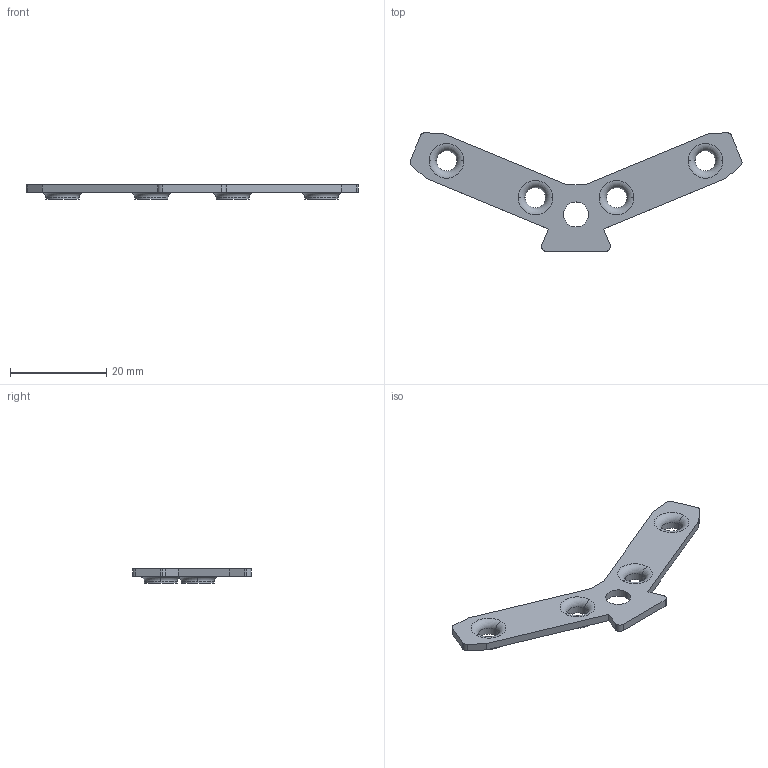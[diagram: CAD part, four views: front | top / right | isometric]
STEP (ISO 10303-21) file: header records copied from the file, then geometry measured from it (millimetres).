
FILE_DESCRIPTION (( 'STEP AP214' ), '1' );
FILE_NAME ('A374 Âíóòðåííèé ñîåäèíèòåëü 135 ãðàäóñîâ, ïàç 6.STEP', '2020-05-18T13:14:07', ( '' ), ( '' ), 'SwSTEP 2.0', 'SolidWorks 2020', '' );
FILE_SCHEMA (( 'AUTOMOTIVE_DESIGN' ));
Length unit declared in the file: millimetre
Products named in the file (1): A374 Âíóòðåííèé ñîåäèíèòåëü 135 ãðàäóñîâ, ïàç 6
Bounding box: 69.06 x 24.67 x 3 mm (x, y, z)
Volume: 1211.8 mm3; surface area: 1873.5 mm2
Topology: 1 solids, 1 shells, 62 faces, 152 edges, 96 vertices
Faces by surface type: cylinder 26, plane 20, torus 16
Entity records: 1994 total; most frequent: DIRECTION 362, CARTESIAN_POINT 311, ORIENTED_EDGE 304, EDGE_CURVE 152, AXIS2_PLACEMENT_3D 147, VERTEX_POINT 96, CIRCLE 84, EDGE_LOOP 76
